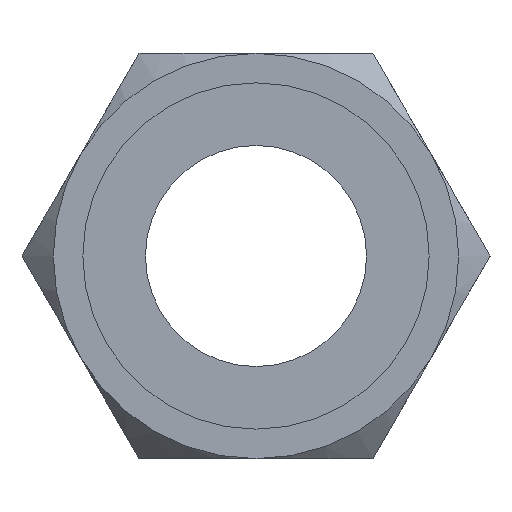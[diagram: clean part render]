
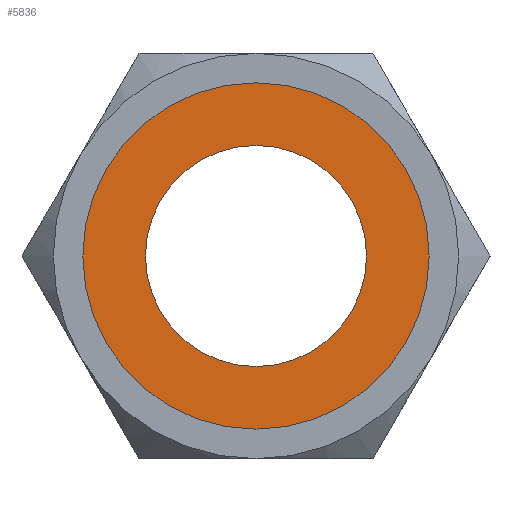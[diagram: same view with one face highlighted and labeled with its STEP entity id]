
A CAD part, left-side view. The second image highlights one B-rep face of the part: STEP entity #5836.
In plain terms, the highlighted planar face has unit normal (-1, 0, 0).
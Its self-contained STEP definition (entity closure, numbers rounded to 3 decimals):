
#27 = EDGE_CURVE ( 'NONE', #4107, #3423, #1070, .T. ) ;
#98 = EDGE_CURVE ( 'NONE', #1803, #5432, #3323, .T. ) ;
#399 = CARTESIAN_POINT ( 'NONE',  ( 0., 0., 0. ) ) ;
#586 = CARTESIAN_POINT ( 'NONE',  ( 0., 0., -4.7 ) ) ;
#658 = EDGE_CURVE ( 'NONE', #5432, #1803, #1260, .T. ) ;
#672 = AXIS2_PLACEMENT_3D ( 'NONE', #3558, #4526, #4963 ) ;
#833 = DIRECTION ( 'NONE',  ( 1., 0., 0. ) ) ;
#899 = FACE_OUTER_BOUND ( 'NONE', #1774, .T. ) ;
#987 = CIRCLE ( 'NONE', #2446, 4.7 ) ;
#991 = ORIENTED_EDGE ( 'NONE', *, *, #658, .T. ) ;
#1070 = CIRCLE ( 'NONE', #4432, 4.7 ) ;
#1260 = CIRCLE ( 'NONE', #3836, 3. ) ;
#1428 = CARTESIAN_POINT ( 'NONE',  ( 0., 0., 4.7 ) ) ;
#1577 = EDGE_CURVE ( 'NONE', #3423, #4107, #987, .T. ) ;
#1661 = DIRECTION ( 'NONE',  ( 1., 0., 0. ) ) ;
#1686 = AXIS2_PLACEMENT_3D ( 'NONE', #399, #833, #2733 ) ;
#1774 = EDGE_LOOP ( 'NONE', ( #1908, #2917 ) ) ;
#1803 = VERTEX_POINT ( 'NONE', #4329 ) ;
#1908 = ORIENTED_EDGE ( 'NONE', *, *, #1577, .T. ) ;
#2051 = EDGE_LOOP ( 'NONE', ( #2436, #991 ) ) ;
#2091 = DIRECTION ( 'NONE',  ( -1., 0., 0. ) ) ;
#2108 = DIRECTION ( 'NONE',  ( -1., 0., 0. ) ) ;
#2190 = PLANE ( 'NONE',  #1686 ) ;
#2436 = ORIENTED_EDGE ( 'NONE', *, *, #98, .T. ) ;
#2446 = AXIS2_PLACEMENT_3D ( 'NONE', #3088, #2108, #4000 ) ;
#2733 = DIRECTION ( 'NONE',  ( 0., 0., -1. ) ) ;
#2917 = ORIENTED_EDGE ( 'NONE', *, *, #27, .T. ) ;
#3088 = CARTESIAN_POINT ( 'NONE',  ( 0., 0., 0. ) ) ;
#3323 = CIRCLE ( 'NONE', #672, 3. ) ;
#3423 = VERTEX_POINT ( 'NONE', #1428 ) ;
#3470 = DIRECTION ( 'NONE',  ( 0., 0., 1. ) ) ;
#3510 = FACE_BOUND ( 'NONE', #2051, .T. ) ;
#3538 = DIRECTION ( 'NONE',  ( 0., 0., -1. ) ) ;
#3558 = CARTESIAN_POINT ( 'NONE',  ( 0., 0., 0. ) ) ;
#3836 = AXIS2_PLACEMENT_3D ( 'NONE', #4427, #1661, #3538 ) ;
#3949 = CARTESIAN_POINT ( 'NONE',  ( 0., 0., 0. ) ) ;
#4000 = DIRECTION ( 'NONE',  ( 0., 0., 1. ) ) ;
#4107 = VERTEX_POINT ( 'NONE', #586 ) ;
#4329 = CARTESIAN_POINT ( 'NONE',  ( 0., 0., 3. ) ) ;
#4427 = CARTESIAN_POINT ( 'NONE',  ( 0., 0., 0. ) ) ;
#4432 = AXIS2_PLACEMENT_3D ( 'NONE', #3949, #2091, #3470 ) ;
#4526 = DIRECTION ( 'NONE',  ( 1., 0., 0. ) ) ;
#4963 = DIRECTION ( 'NONE',  ( 0., 0., -1. ) ) ;
#5432 = VERTEX_POINT ( 'NONE', #5485 ) ;
#5485 = CARTESIAN_POINT ( 'NONE',  ( 0., 0., -3. ) ) ;
#5836 = ADVANCED_FACE ( 'NONE', ( #3510, #899 ), #2190, .F. ) ;
